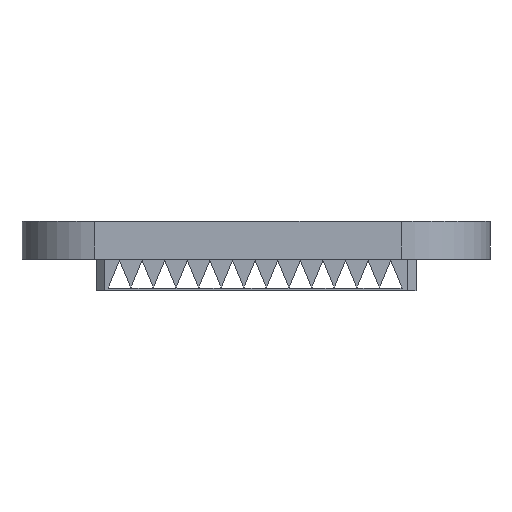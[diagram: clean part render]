
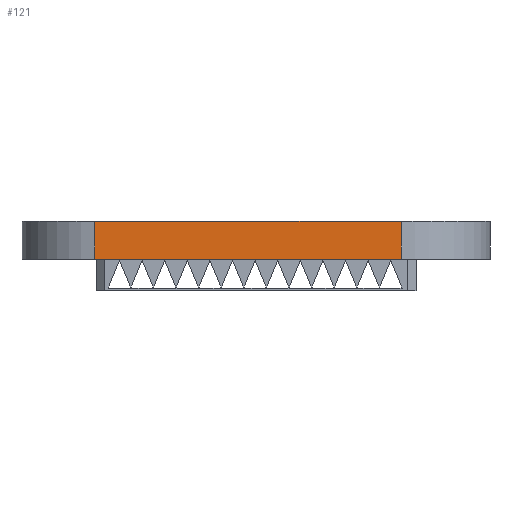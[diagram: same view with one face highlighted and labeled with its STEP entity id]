
A CAD part, left-side view. The second image highlights one B-rep face of the part: STEP entity #121.
In plain terms, the highlighted planar face has unit normal (-1, 0.003, 0).
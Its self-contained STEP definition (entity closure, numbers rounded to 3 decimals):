
#121=ADVANCED_FACE('',(#1947),#1949,.T.);
#1947=FACE_BOUND('',#1948,.T.);
#1948=EDGE_LOOP('',(#3430,#3431,#3432,#3433));
#1949=PLANE('',#1950);
#1950=AXIS2_PLACEMENT_3D('',#1951,#1952,#1953);
#1951=CARTESIAN_POINT('',(-238.447,1.,19.));
#1952=DIRECTION('',(-1.,0.003,0.));
#1953=DIRECTION('',(-0.003,-1.,0.));
#3430=ORIENTED_EDGE('',*,*,#4554,.T.);
#3431=ORIENTED_EDGE('',*,*,#4616,.T.);
#3432=ORIENTED_EDGE('',*,*,#4591,.F.);
#3433=ORIENTED_EDGE('',*,*,#4617,.F.);
#4554=EDGE_CURVE('',#5162,#5159,#5163,.T.);
#4591=EDGE_CURVE('',#5232,#5234,#5235,.T.);
#4616=EDGE_CURVE('',#5159,#5234,#5280,.T.);
#4617=EDGE_CURVE('',#5162,#5232,#5281,.T.);
#5159=VERTEX_POINT('',#6077);
#5162=VERTEX_POINT('',#6083);
#5163=LINE('',#6084,#6085);
#5232=VERTEX_POINT('',#6234);
#5234=VERTEX_POINT('',#6239);
#5235=LINE('',#6240,#6241);
#5280=LINE('',#6340,#6341);
#5281=LINE('',#6343,#6344);
#6077=CARTESIAN_POINT('',(-239.059,-185.15,19.));
#6083=CARTESIAN_POINT('',(-238.447,1.,19.));
#6084=CARTESIAN_POINT('',(-238.447,1.,19.));
#6085=VECTOR('',#6086,1.);
#6086=DIRECTION('',(-0.003,-1.,0.));
#6234=CARTESIAN_POINT('',(-238.447,1.,42.));
#6239=CARTESIAN_POINT('',(-239.059,-185.15,42.));
#6240=CARTESIAN_POINT('',(-238.447,1.,42.));
#6241=VECTOR('',#6242,1.);
#6242=DIRECTION('',(-0.003,-1.,0.));
#6340=CARTESIAN_POINT('',(-239.059,-185.15,19.));
#6341=VECTOR('',#6342,1.);
#6342=DIRECTION('',(0.,0.,1.));
#6343=CARTESIAN_POINT('',(-238.447,1.,19.));
#6344=VECTOR('',#6345,1.);
#6345=DIRECTION('',(0.,0.,1.));
